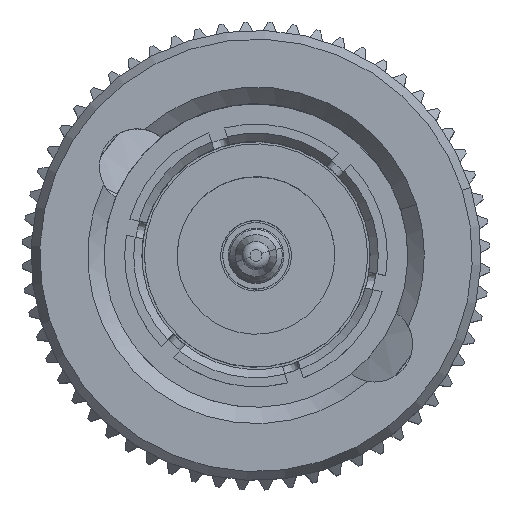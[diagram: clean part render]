
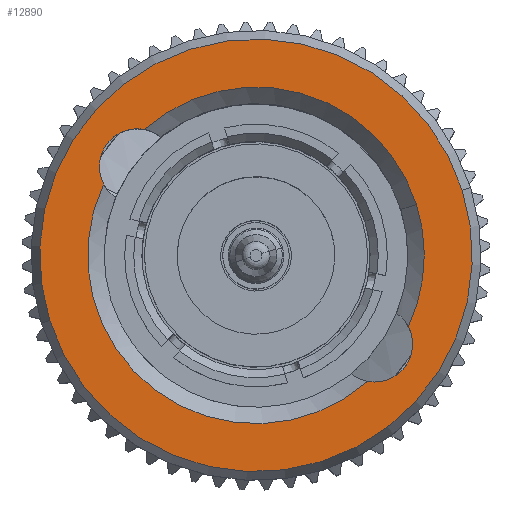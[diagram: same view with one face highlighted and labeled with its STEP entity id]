
A CAD part, top view. The second image highlights one B-rep face of the part: STEP entity #12890.
In plain terms, the highlighted face is planar.
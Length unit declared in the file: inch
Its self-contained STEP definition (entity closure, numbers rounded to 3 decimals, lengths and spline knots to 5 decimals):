
#211 = CARTESIAN_POINT ( 'NONE',  ( 0.33873, 0.14666, -0.10533 ) ) ;
#353 = CIRCLE ( 'NONE', #9129, 0.20494 ) ;
#383 = DIRECTION ( 'NONE',  ( 1., 0., 0. ) ) ;
#716 = CIRCLE ( 'NONE', #9089, 0.26339 ) ;
#989 = CIRCLE ( 'NONE', #2994, 0.04611 ) ;
#1046 = EDGE_CURVE ( 'NONE', #7313, #1517, #353, .T. ) ;
#1060 = VERTEX_POINT ( 'NONE', #10777 ) ;
#1517 = VERTEX_POINT ( 'NONE', #7254 ) ;
#1815 = EDGE_LOOP ( 'NONE', ( #7750, #17079 ) ) ;
#1826 = DIRECTION ( 'NONE',  ( 0., 0., 1. ) ) ;
#1847 = CARTESIAN_POINT ( 'NONE',  ( 0.33873, 0., 0. ) ) ;
#2618 = AXIS2_PLACEMENT_3D ( 'NONE', #20521, #5919, #22545 ) ;
#2994 = AXIS2_PLACEMENT_3D ( 'NONE', #22308, #383, #22230 ) ;
#3628 = AXIS2_PLACEMENT_3D ( 'NONE', #1847, #14622, #20009 ) ;
#4488 = ORIENTED_EDGE ( 'NONE', *, *, #1046, .T. ) ;
#5919 = DIRECTION ( 'NONE',  ( 1., 0., 0. ) ) ;
#6748 = DIRECTION ( 'NONE',  ( 0., 0., -1. ) ) ;
#7009 = ORIENTED_EDGE ( 'NONE', *, *, #23335, .T. ) ;
#7157 = CIRCLE ( 'NONE', #8493, 0.04611 ) ;
#7254 = CARTESIAN_POINT ( 'NONE',  ( 0.33873, 0., 0.20494 ) ) ;
#7313 = VERTEX_POINT ( 'NONE', #12784 ) ;
#7750 = ORIENTED_EDGE ( 'NONE', *, *, #9159, .F. ) ;
#8416 = CARTESIAN_POINT ( 'NONE',  ( 0.33873, -0.13882, 0.15077 ) ) ;
#8493 = AXIS2_PLACEMENT_3D ( 'NONE', #211, #18436, #12974 ) ;
#8906 = CARTESIAN_POINT ( 'NONE',  ( 0.33873, -0.14666, 0.10533 ) ) ;
#8932 = CIRCLE ( 'NONE', #23141, 0.04611 ) ;
#9089 = AXIS2_PLACEMENT_3D ( 'NONE', #16275, #21822, #12661 ) ;
#9129 = AXIS2_PLACEMENT_3D ( 'NONE', #12786, #14634, #11018 ) ;
#9130 = ORIENTED_EDGE ( 'NONE', *, *, #10319, .T. ) ;
#9159 = EDGE_CURVE ( 'NONE', #17152, #15468, #716, .T. ) ;
#9170 = VERTEX_POINT ( 'NONE', #14426 ) ;
#9271 = EDGE_CURVE ( 'NONE', #14659, #9170, #989, .T. ) ;
#10179 = DIRECTION ( 'NONE',  ( 1., 0., 0. ) ) ;
#10319 = EDGE_CURVE ( 'NONE', #1060, #7313, #7157, .T. ) ;
#10335 = PLANE ( 'NONE',  #14040 ) ;
#10777 = CARTESIAN_POINT ( 'NONE',  ( 0.33873, 0.13882, -0.15077 ) ) ;
#10795 = FACE_OUTER_BOUND ( 'NONE', #1815, .T. ) ;
#11018 = DIRECTION ( 'NONE',  ( 0., 0., 1. ) ) ;
#11820 = CIRCLE ( 'NONE', #3628, 0.20494 ) ;
#12582 = DIRECTION ( 'NONE',  ( 1., 0., 0. ) ) ;
#12661 = DIRECTION ( 'NONE',  ( 0., 0., -1. ) ) ;
#12784 = CARTESIAN_POINT ( 'NONE',  ( 0.33873, 0.18721, -0.08339 ) ) ;
#12786 = CARTESIAN_POINT ( 'NONE',  ( 0.33873, 0., 0. ) ) ;
#12890 = ADVANCED_FACE ( 'NONE', ( #19406, #10795 ), #10335, .F. ) ;
#12974 = DIRECTION ( 'NONE',  ( 0., 0., 1. ) ) ;
#13682 = CARTESIAN_POINT ( 'NONE',  ( 0.33873, -0.18721, 0.08339 ) ) ;
#14040 = AXIS2_PLACEMENT_3D ( 'NONE', #17707, #10179, #6748 ) ;
#14113 = CIRCLE ( 'NONE', #21119, 0.20494 ) ;
#14232 = ORIENTED_EDGE ( 'NONE', *, *, #21871, .T. ) ;
#14426 = CARTESIAN_POINT ( 'NONE',  ( 0.33873, -0.14666, 0.15144 ) ) ;
#14622 = DIRECTION ( 'NONE',  ( 1., 0., 0. ) ) ;
#14634 = DIRECTION ( 'NONE',  ( 1., 0., 0. ) ) ;
#14659 = VERTEX_POINT ( 'NONE', #8416 ) ;
#15007 = EDGE_CURVE ( 'NONE', #15468, #17152, #15385, .T. ) ;
#15385 = CIRCLE ( 'NONE', #2618, 0.26339 ) ;
#15468 = VERTEX_POINT ( 'NONE', #18034 ) ;
#16275 = CARTESIAN_POINT ( 'NONE',  ( 0.33873, 0., 0. ) ) ;
#16943 = EDGE_LOOP ( 'NONE', ( #7009, #9130, #4488, #14232, #17572, #21835 ) ) ;
#17079 = ORIENTED_EDGE ( 'NONE', *, *, #15007, .F. ) ;
#17152 = VERTEX_POINT ( 'NONE', #18288 ) ;
#17572 = ORIENTED_EDGE ( 'NONE', *, *, #9271, .T. ) ;
#17707 = CARTESIAN_POINT ( 'NONE',  ( 0.33873, 0., -0.26339 ) ) ;
#18034 = CARTESIAN_POINT ( 'NONE',  ( 0.33873, 0., 0.26339 ) ) ;
#18288 = CARTESIAN_POINT ( 'NONE',  ( 0.33873, 0., -0.26339 ) ) ;
#18436 = DIRECTION ( 'NONE',  ( 1., 0., 0. ) ) ;
#19406 = FACE_BOUND ( 'NONE', #16943, .T. ) ;
#20009 = DIRECTION ( 'NONE',  ( 0., 0., 1. ) ) ;
#20213 = VERTEX_POINT ( 'NONE', #13682 ) ;
#20521 = CARTESIAN_POINT ( 'NONE',  ( 0.33873, 0., 0. ) ) ;
#21119 = AXIS2_PLACEMENT_3D ( 'NONE', #23435, #21268, #21348 ) ;
#21268 = DIRECTION ( 'NONE',  ( 1., 0., 0. ) ) ;
#21348 = DIRECTION ( 'NONE',  ( 0., 0., 1. ) ) ;
#21822 = DIRECTION ( 'NONE',  ( 1., 0., 0. ) ) ;
#21835 = ORIENTED_EDGE ( 'NONE', *, *, #23513, .T. ) ;
#21871 = EDGE_CURVE ( 'NONE', #1517, #14659, #11820, .T. ) ;
#22230 = DIRECTION ( 'NONE',  ( 0., 0., 1. ) ) ;
#22308 = CARTESIAN_POINT ( 'NONE',  ( 0.33873, -0.14666, 0.10533 ) ) ;
#22545 = DIRECTION ( 'NONE',  ( 0., 0., -1. ) ) ;
#23141 = AXIS2_PLACEMENT_3D ( 'NONE', #8906, #12582, #1826 ) ;
#23335 = EDGE_CURVE ( 'NONE', #20213, #1060, #14113, .T. ) ;
#23435 = CARTESIAN_POINT ( 'NONE',  ( 0.33873, 0., 0. ) ) ;
#23513 = EDGE_CURVE ( 'NONE', #9170, #20213, #8932, .T. ) ;
